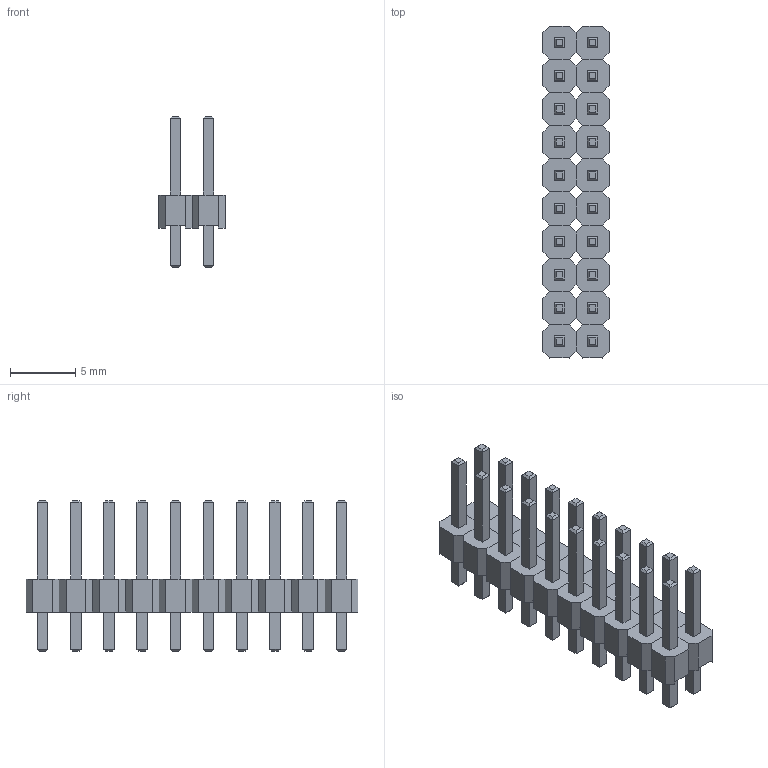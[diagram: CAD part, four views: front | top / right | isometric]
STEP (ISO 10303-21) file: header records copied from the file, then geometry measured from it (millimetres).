
FILE_DESCRIPTION(('FreeCAD Model'),'2;1');
FILE_NAME('2x10.stp', '2015-04-12T19:00:51',('FreeCAD'),('FreeCAD'), 'Open CASCADE STEP processor 6.7','FreeCAD','Unknown');
FILE_SCHEMA(('AUTOMOTIVE_DESIGN_CC2 { 1 2 10303 214 -1 1 5 4 }'));
Length unit declared in the file: millimetre
Products named in the file (2): Array; Array001
Bounding box: 5.08 x 25.4 x 11.54 mm (x, y, z)
Volume: 401.5 mm3; surface area: 1574.6 mm2
Topology: 40 solids, 40 shells, 640 faces, 1440 edges, 880 vertices
Faces by surface type: plane 640
Entity records: 36030 total; most frequent: CARTESIAN_POINT 6041, DIRECTION 5402, LINE 4120, VECTOR 4120, ORIENTED_EDGE 2880, PCURVE 2880, DEFINITIONAL_REPRESENTATION 2880, EDGE_CURVE 1440
